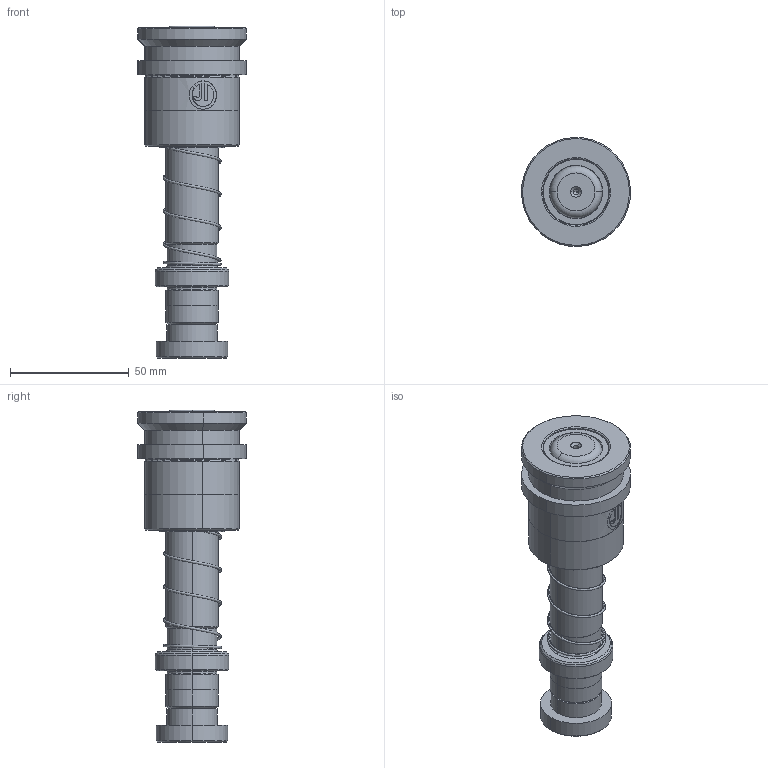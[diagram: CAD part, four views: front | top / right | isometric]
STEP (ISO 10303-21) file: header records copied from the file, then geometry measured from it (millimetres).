
FILE_DESCRIPTION (( 'STEP AP214' ), '1' );
FILE_NAME ('HTSH(HTJH)-D22-L110(BL-50).STEP', '2021-09-02T06:34:57', ( '' ), ( '' ), 'SwSTEP 2.0', 'SolidWorks 2016', '' );
FILE_SCHEMA (( 'AUTOMOTIVE_DESIGN' ));
Length unit declared in the file: millimetre
Products named in the file (195): BALL-D3; TRB22-30-20; HWP-D24.5-d22.5-L60; BSH-D27.5-22.5-L50郪蚾; DRP蹟簽D22; BSH-27.5-22.5-L50; TRP-D22-L110; HTSH(HTJH)-D22-L110(BL-50)
Assembly tree (189 placements, depth 3):
  BALL-D3
  BALL-D3
  BALL-D3
  BALL-D3
  BALL-D3
Bounding box: 45.96 x 45.96 x 140 mm (x, y, z)
Volume: 100202 mm3; surface area: 45538.3 mm2
Topology: 185 solids, 185 shells, 854 faces, 3579 edges, 2374 vertices
Faces by surface type: sphere 720, cylinder 46, cone 34, plane 26, torus 14, bspline 14
Entity records: 37825 total; most frequent: CARTESIAN_POINT 21670, ORIENTED_EDGE 2820, DIRECTION 2480, EDGE_CURVE 1410, AXIS2_PLACEMENT_3D 1187, VERTEX_POINT 922, EDGE_LOOP 858, B_SPLINE_CURVE_WITH_KNOTS 797
